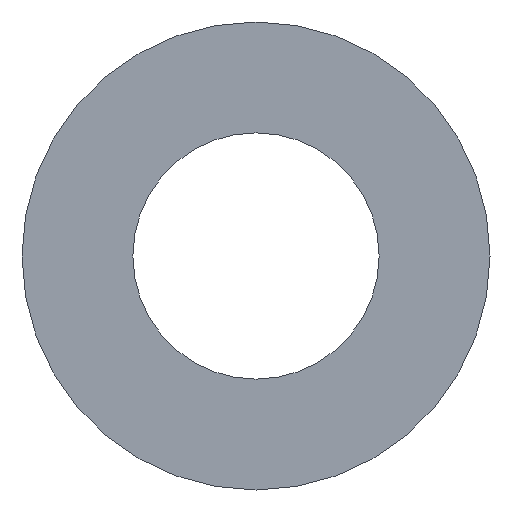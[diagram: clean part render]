
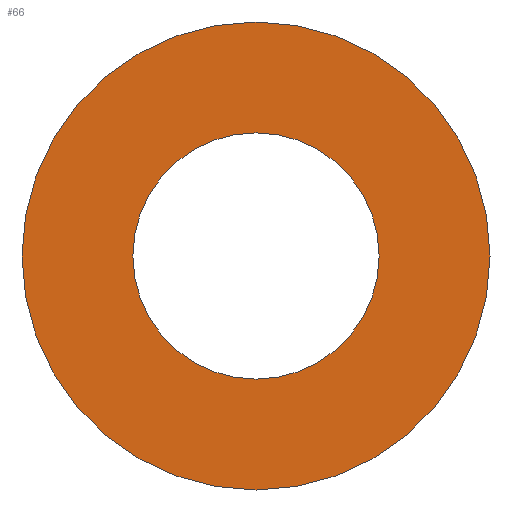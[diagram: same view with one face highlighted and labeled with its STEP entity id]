
A CAD part, front view. The second image highlights one B-rep face of the part: STEP entity #66.
In plain terms, the highlighted planar face has unit normal (0, -1, 0).
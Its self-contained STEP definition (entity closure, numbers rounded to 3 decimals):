
#11 = VERTEX_POINT ( 'NONE', #101 ) ;
#19 = VERTEX_POINT ( 'NONE', #170 ) ;
#34 = VERTEX_POINT ( 'NONE', #145 ) ;
#36 = EDGE_CURVE ( 'NONE', #19, #44, #113, .T. ) ;
#44 = VERTEX_POINT ( 'NONE', #156 ) ;
#50 = EDGE_CURVE ( 'NONE', #11, #34, #124, .T. ) ;
#57 = ORIENTED_EDGE ( 'NONE', *, *, #95, .F. ) ;
#59 = ORIENTED_EDGE ( 'NONE', *, *, #36, .F. ) ;
#62 = EDGE_CURVE ( 'NONE', #34, #11, #201, .T. ) ;
#63 = ORIENTED_EDGE ( 'NONE', *, *, #62, .T. ) ;
#65 = ORIENTED_EDGE ( 'NONE', *, *, #50, .T. ) ;
#66 = ADVANCED_FACE ( 'NONE', ( #278, #269 ), #275, .T. ) ;
#67 = EDGE_LOOP ( 'NONE', ( #65, #63 ) ) ;
#81 = EDGE_LOOP ( 'NONE', ( #57, #59 ) ) ;
#95 = EDGE_CURVE ( 'NONE', #44, #19, #223, .T. ) ;
#101 = CARTESIAN_POINT ( 'NONE',  ( 0., 0., -9.5 ) ) ;
#109 = DIRECTION ( 'NONE',  ( 0., 0., -1. ) ) ;
#110 = DIRECTION ( 'NONE',  ( 0., -1., 0. ) ) ;
#111 = CARTESIAN_POINT ( 'NONE',  ( 0., 0., 0. ) ) ;
#112 = AXIS2_PLACEMENT_3D ( 'NONE', #111, #110, #109 ) ;
#113 = CIRCLE ( 'NONE', #112, 5. ) ;
#118 = AXIS2_PLACEMENT_3D ( 'NONE', #123, #122, #121 ) ;
#121 = DIRECTION ( 'NONE',  ( 0., 0., -1. ) ) ;
#122 = DIRECTION ( 'NONE',  ( 0., -1., 0. ) ) ;
#123 = CARTESIAN_POINT ( 'NONE',  ( 0., 0., 0. ) ) ;
#124 = CIRCLE ( 'NONE', #118, 9.5 ) ;
#145 = CARTESIAN_POINT ( 'NONE',  ( 0., 0., 9.5 ) ) ;
#156 = CARTESIAN_POINT ( 'NONE',  ( 0., 0., -5. ) ) ;
#170 = CARTESIAN_POINT ( 'NONE',  ( 0., 0., 5. ) ) ;
#187 = DIRECTION ( 'NONE',  ( 0., 0., -1. ) ) ;
#188 = DIRECTION ( 'NONE',  ( 0., -1., 0. ) ) ;
#189 = CARTESIAN_POINT ( 'NONE',  ( 0., 0., 0. ) ) ;
#195 = DIRECTION ( 'NONE',  ( 0., 0., -1. ) ) ;
#196 = DIRECTION ( 'NONE',  ( 0., -1., 0. ) ) ;
#200 = AXIS2_PLACEMENT_3D ( 'NONE', #281, #280, #279 ) ;
#201 = CIRCLE ( 'NONE', #200, 9.5 ) ;
#223 = CIRCLE ( 'NONE', #261, 5. ) ;
#261 = AXIS2_PLACEMENT_3D ( 'NONE', #189, #188, #187 ) ;
#269 = FACE_BOUND ( 'NONE', #81, .T. ) ;
#275 = PLANE ( 'NONE',  #283 ) ;
#277 = CARTESIAN_POINT ( 'NONE',  ( 9.5, 0., 0. ) ) ;
#278 = FACE_OUTER_BOUND ( 'NONE', #67, .T. ) ;
#279 = DIRECTION ( 'NONE',  ( 0., 0., -1. ) ) ;
#280 = DIRECTION ( 'NONE',  ( 0., -1., 0. ) ) ;
#281 = CARTESIAN_POINT ( 'NONE',  ( 0., 0., 0. ) ) ;
#283 = AXIS2_PLACEMENT_3D ( 'NONE', #277, #196, #195 ) ;
